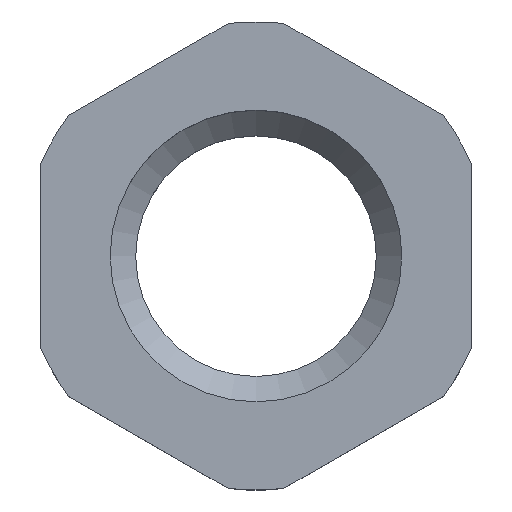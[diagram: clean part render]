
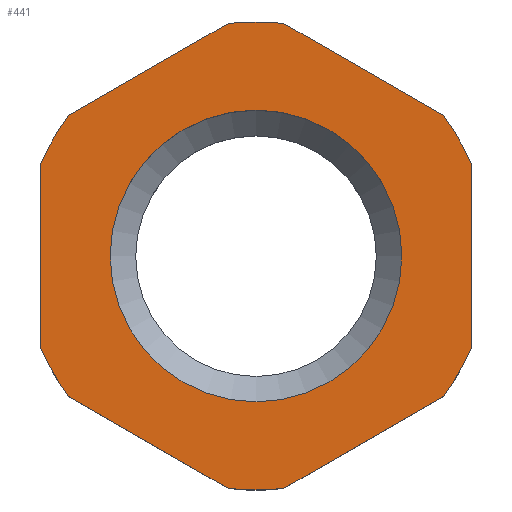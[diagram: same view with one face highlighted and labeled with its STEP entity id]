
A CAD part, top view. The second image highlights one B-rep face of the part: STEP entity #441.
In plain terms, the highlighted planar face has unit normal (0, 0, 1).
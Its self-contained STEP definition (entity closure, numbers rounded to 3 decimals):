
#9 = EDGE_LOOP ( 'NONE', ( #388, #426, #489, #486, #117, #641, #123, #64, #681, #528, #39, #394 ) ) ;
#13 = VERTEX_POINT ( 'NONE', #191 ) ;
#26 = CARTESIAN_POINT ( 'NONE',  ( 20., 8.548, 0. ) ) ;
#28 = VERTEX_POINT ( 'NONE', #135 ) ;
#39 = ORIENTED_EDGE ( 'NONE', *, *, #57, .F. ) ;
#43 = CARTESIAN_POINT ( 'NONE',  ( 0., 0., 0. ) ) ;
#53 = CARTESIAN_POINT ( 'NONE',  ( 0., 21.75, 0. ) ) ;
#57 = EDGE_CURVE ( 'NONE', #141, #384, #665, .T. ) ;
#64 = ORIENTED_EDGE ( 'NONE', *, *, #148, .T. ) ;
#70 = CARTESIAN_POINT ( 'NONE',  ( 2.598, -21.594, 0. ) ) ;
#80 = CARTESIAN_POINT ( 'NONE',  ( 0., 0., 0. ) ) ;
#87 = LINE ( 'NONE', #343, #362 ) ;
#89 = CARTESIAN_POINT ( 'NONE',  ( -2.598, 21.594, 0. ) ) ;
#90 = EDGE_CURVE ( 'NONE', #624, #127, #576, .T. ) ;
#95 = CARTESIAN_POINT ( 'NONE',  ( 20., 21.75, 0. ) ) ;
#103 = CARTESIAN_POINT ( 'NONE',  ( -20., -8.548, 0. ) ) ;
#110 = DIRECTION ( 'NONE',  ( 0., 0., 1. ) ) ;
#112 = CARTESIAN_POINT ( 'NONE',  ( -17.402, 13.047, 0. ) ) ;
#115 = CIRCLE ( 'NONE', #502, 21.75 ) ;
#116 = DIRECTION ( 'NONE',  ( 1., 0., 0. ) ) ;
#117 = ORIENTED_EDGE ( 'NONE', *, *, #212, .F. ) ;
#123 = ORIENTED_EDGE ( 'NONE', *, *, #318, .F. ) ;
#125 = CARTESIAN_POINT ( 'NONE',  ( -2.598, -21.594, 0. ) ) ;
#127 = VERTEX_POINT ( 'NONE', #435 ) ;
#132 = VERTEX_POINT ( 'NONE', #659 ) ;
#134 = AXIS2_PLACEMENT_3D ( 'NONE', #560, #564, #459 ) ;
#135 = CARTESIAN_POINT ( 'NONE',  ( -20., 8.548, 0. ) ) ;
#141 = VERTEX_POINT ( 'NONE', #112 ) ;
#143 = DIRECTION ( 'NONE',  ( 1., 0., 0. ) ) ;
#148 = EDGE_CURVE ( 'NONE', #264, #13, #397, .T. ) ;
#150 = PLANE ( 'NONE',  #155 ) ;
#155 = AXIS2_PLACEMENT_3D ( 'NONE', #53, #577, #207 ) ;
#165 = DIRECTION ( 'NONE',  ( -0.866, 0.5, 0. ) ) ;
#174 = VERTEX_POINT ( 'NONE', #103 ) ;
#181 = CIRCLE ( 'NONE', #418, 21.75 ) ;
#191 = CARTESIAN_POINT ( 'NONE',  ( 17.402, 13.047, 0. ) ) ;
#194 = LINE ( 'NONE', #351, #389 ) ;
#196 = EDGE_CURVE ( 'NONE', #248, #282, #374, .T. ) ;
#202 = DIRECTION ( 'NONE',  ( 1., 0., 0. ) ) ;
#205 = EDGE_CURVE ( 'NONE', #132, #132, #481, .T. ) ;
#207 = DIRECTION ( 'NONE',  ( -1., 0., 0. ) ) ;
#210 = LINE ( 'NONE', #427, #385 ) ;
#212 = EDGE_CURVE ( 'NONE', #624, #556, #87, .T. ) ;
#213 = CIRCLE ( 'NONE', #246, 21.75 ) ;
#226 = VERTEX_POINT ( 'NONE', #456 ) ;
#246 = AXIS2_PLACEMENT_3D ( 'NONE', #462, #360, #572 ) ;
#248 = VERTEX_POINT ( 'NONE', #125 ) ;
#251 = EDGE_CURVE ( 'NONE', #226, #13, #194, .T. ) ;
#255 = VECTOR ( 'NONE', #165, 1000. ) ;
#258 = VECTOR ( 'NONE', #515, 1000. ) ;
#264 = VERTEX_POINT ( 'NONE', #26 ) ;
#269 = EDGE_CURVE ( 'NONE', #174, #282, #439, .T. ) ;
#270 = AXIS2_PLACEMENT_3D ( 'NONE', #80, #544, #500 ) ;
#282 = VERTEX_POINT ( 'NONE', #291 ) ;
#285 = ORIENTED_EDGE ( 'NONE', *, *, #205, .F. ) ;
#291 = CARTESIAN_POINT ( 'NONE',  ( -17.402, -13.047, 0. ) ) ;
#299 = AXIS2_PLACEMENT_3D ( 'NONE', #314, #110, #536 ) ;
#306 = CARTESIAN_POINT ( 'NONE',  ( -0.582, 22.758, 0. ) ) ;
#314 = CARTESIAN_POINT ( 'NONE',  ( 0., 0., 0. ) ) ;
#318 = EDGE_CURVE ( 'NONE', #264, #127, #469, .T. ) ;
#326 = EDGE_CURVE ( 'NONE', #141, #28, #213, .T. ) ;
#327 = CARTESIAN_POINT ( 'NONE',  ( 0., 0., 0. ) ) ;
#340 = EDGE_CURVE ( 'NONE', #248, #556, #181, .T. ) ;
#343 = CARTESIAN_POINT ( 'NONE',  ( 19.418, -11.883, 0. ) ) ;
#351 = CARTESIAN_POINT ( 'NONE',  ( 0.582, 22.758, 0. ) ) ;
#360 = DIRECTION ( 'NONE',  ( 0., 0., 1. ) ) ;
#362 = VECTOR ( 'NONE', #653, 1000. ) ;
#367 = DIRECTION ( 'NONE',  ( 0., -1., 0. ) ) ;
#374 = LINE ( 'NONE', #432, #255 ) ;
#375 = VECTOR ( 'NONE', #367, 1000. ) ;
#384 = VERTEX_POINT ( 'NONE', #89 ) ;
#385 = VECTOR ( 'NONE', #632, 1000. ) ;
#388 = ORIENTED_EDGE ( 'NONE', *, *, #460, .F. ) ;
#389 = VECTOR ( 'NONE', #452, 1000. ) ;
#394 = ORIENTED_EDGE ( 'NONE', *, *, #326, .T. ) ;
#395 = EDGE_CURVE ( 'NONE', #226, #384, #115, .T. ) ;
#397 = CIRCLE ( 'NONE', #476, 21.75 ) ;
#418 = AXIS2_PLACEMENT_3D ( 'NONE', #43, #678, #202 ) ;
#423 = CARTESIAN_POINT ( 'NONE',  ( 0., 0., 0. ) ) ;
#426 = ORIENTED_EDGE ( 'NONE', *, *, #269, .T. ) ;
#427 = CARTESIAN_POINT ( 'NONE',  ( -20., 21.75, 0. ) ) ;
#432 = CARTESIAN_POINT ( 'NONE',  ( -19.418, -11.883, 0. ) ) ;
#435 = CARTESIAN_POINT ( 'NONE',  ( 20., -8.548, 0. ) ) ;
#439 = CIRCLE ( 'NONE', #134, 21.75 ) ;
#441 = ADVANCED_FACE ( 'NONE', ( #530, #475 ), #150, .F. ) ;
#452 = DIRECTION ( 'NONE',  ( 0.866, -0.5, 0. ) ) ;
#456 = CARTESIAN_POINT ( 'NONE',  ( 2.598, 21.594, 0. ) ) ;
#459 = DIRECTION ( 'NONE',  ( 1., 0., 0. ) ) ;
#460 = EDGE_CURVE ( 'NONE', #174, #28, #210, .T. ) ;
#462 = CARTESIAN_POINT ( 'NONE',  ( 0., 0., 0. ) ) ;
#465 = DIRECTION ( 'NONE',  ( 0., 0., 1. ) ) ;
#469 = LINE ( 'NONE', #95, #375 ) ;
#475 = FACE_OUTER_BOUND ( 'NONE', #9, .T. ) ;
#476 = AXIS2_PLACEMENT_3D ( 'NONE', #327, #640, #116 ) ;
#481 = CIRCLE ( 'NONE', #270, 13.55 ) ;
#486 = ORIENTED_EDGE ( 'NONE', *, *, #340, .T. ) ;
#489 = ORIENTED_EDGE ( 'NONE', *, *, #196, .F. ) ;
#500 = DIRECTION ( 'NONE',  ( 1., 0., 0. ) ) ;
#502 = AXIS2_PLACEMENT_3D ( 'NONE', #423, #465, #143 ) ;
#515 = DIRECTION ( 'NONE',  ( 0.866, 0.5, 0. ) ) ;
#528 = ORIENTED_EDGE ( 'NONE', *, *, #395, .T. ) ;
#530 = FACE_BOUND ( 'NONE', #607, .T. ) ;
#536 = DIRECTION ( 'NONE',  ( 1., 0., 0. ) ) ;
#544 = DIRECTION ( 'NONE',  ( 0., 0., 1. ) ) ;
#556 = VERTEX_POINT ( 'NONE', #70 ) ;
#560 = CARTESIAN_POINT ( 'NONE',  ( 0., 0., 0. ) ) ;
#564 = DIRECTION ( 'NONE',  ( 0., 0., 1. ) ) ;
#572 = DIRECTION ( 'NONE',  ( 1., 0., 0. ) ) ;
#576 = CIRCLE ( 'NONE', #299, 21.75 ) ;
#577 = DIRECTION ( 'NONE',  ( 0., 0., -1. ) ) ;
#605 = CARTESIAN_POINT ( 'NONE',  ( 17.402, -13.047, 0. ) ) ;
#607 = EDGE_LOOP ( 'NONE', ( #285 ) ) ;
#624 = VERTEX_POINT ( 'NONE', #605 ) ;
#632 = DIRECTION ( 'NONE',  ( 0., 1., 0. ) ) ;
#640 = DIRECTION ( 'NONE',  ( 0., 0., 1. ) ) ;
#641 = ORIENTED_EDGE ( 'NONE', *, *, #90, .T. ) ;
#653 = DIRECTION ( 'NONE',  ( -0.866, -0.5, 0. ) ) ;
#659 = CARTESIAN_POINT ( 'NONE',  ( 13.55, 0., 0. ) ) ;
#665 = LINE ( 'NONE', #306, #258 ) ;
#678 = DIRECTION ( 'NONE',  ( 0., 0., 1. ) ) ;
#681 = ORIENTED_EDGE ( 'NONE', *, *, #251, .F. ) ;
